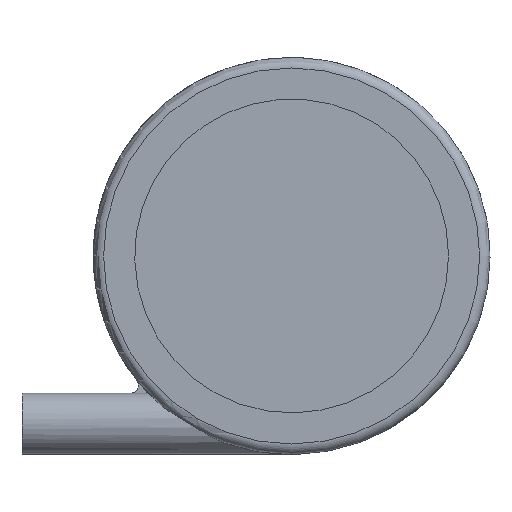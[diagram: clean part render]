
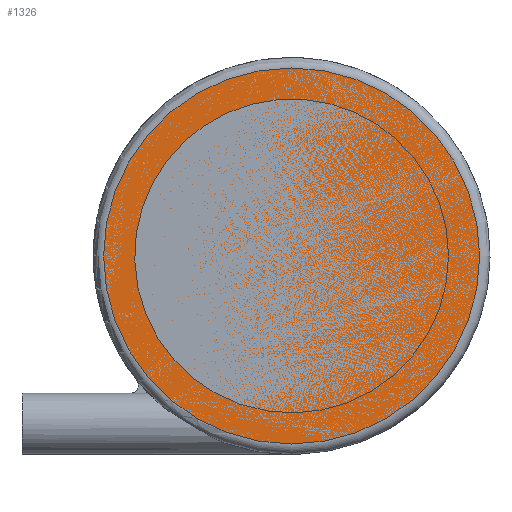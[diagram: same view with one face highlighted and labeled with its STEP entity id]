
A CAD part, front view. The second image highlights one B-rep face of the part: STEP entity #1326.
In plain terms, the highlighted face is planar.
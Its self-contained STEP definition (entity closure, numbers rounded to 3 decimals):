
#132=PLANE('',#1466);
#190=FACE_OUTER_BOUND('',#280,.T.);
#280=EDGE_LOOP('',(#1050));
#384=CIRCLE('',#1464,45.33);
#629=VERTEX_POINT('',#2421);
#780=EDGE_CURVE('',#629,#629,#384,.T.);
#1050=ORIENTED_EDGE('',*,*,#780,.F.);
#1326=ADVANCED_FACE('',(#190),#132,.T.);
#1464=AXIS2_PLACEMENT_3D('',#2422,#1767,#1768);
#1466=AXIS2_PLACEMENT_3D('',#2446,#1771,#1772);
#1767=DIRECTION('center_axis',(0.,0.,-1.));
#1768=DIRECTION('ref_axis',(-1.,0.,0.));
#1771=DIRECTION('center_axis',(0.,0.,1.));
#1772=DIRECTION('ref_axis',(1.,0.,0.));
#2421=CARTESIAN_POINT('',(45.33,0.,0.));
#2422=CARTESIAN_POINT('Origin',(0.,0.,0.));
#2446=CARTESIAN_POINT('Origin',(0.,0.,0.));
